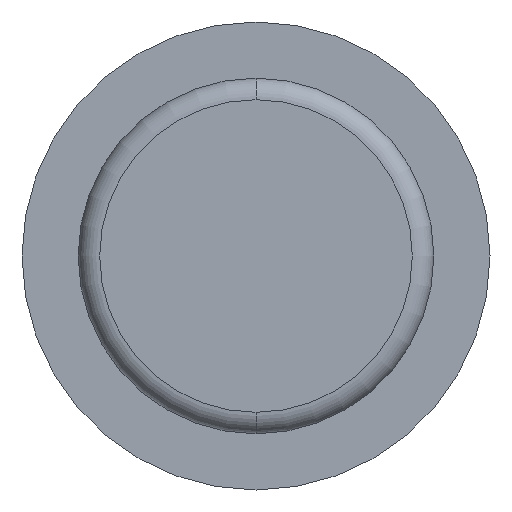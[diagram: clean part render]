
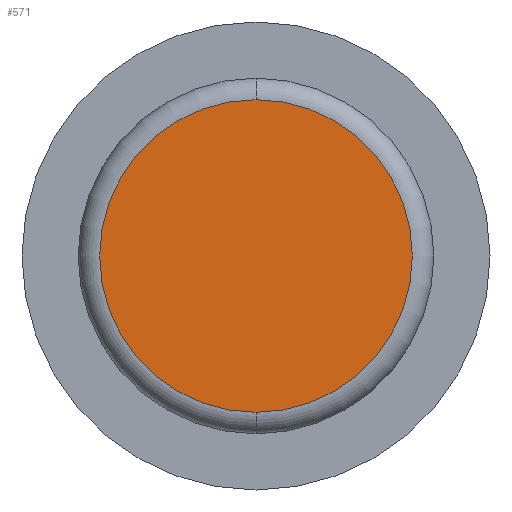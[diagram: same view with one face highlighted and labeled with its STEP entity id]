
A CAD part, front view. The second image highlights one B-rep face of the part: STEP entity #571.
In plain terms, the highlighted planar face has unit normal (0, -1, 0).
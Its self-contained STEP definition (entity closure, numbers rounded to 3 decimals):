
#3 = DIRECTION ( 'NONE',  ( 0., 0., 1. ) ) ;
#14 = CIRCLE ( 'NONE', #194, 0.835 ) ;
#18 = CIRCLE ( 'NONE', #395, 0.835 ) ;
#64 = DIRECTION ( 'NONE',  ( 0., 1., 0. ) ) ;
#78 = VERTEX_POINT ( 'NONE', #666 ) ;
#80 = EDGE_CURVE ( 'NONE', #214, #78, #14, .T. ) ;
#84 = DIRECTION ( 'NONE',  ( 0., 1., 0. ) ) ;
#88 = FACE_OUTER_BOUND ( 'NONE', #726, .T. ) ;
#106 = DIRECTION ( 'NONE',  ( 0., 1., 0. ) ) ;
#191 = CARTESIAN_POINT ( 'NONE',  ( 0., 0., 0. ) ) ;
#194 = AXIS2_PLACEMENT_3D ( 'NONE', #609, #106, #580 ) ;
#203 = EDGE_CURVE ( 'NONE', #78, #214, #18, .T. ) ;
#214 = VERTEX_POINT ( 'NONE', #658 ) ;
#248 = CARTESIAN_POINT ( 'NONE',  ( 0., 0., 0. ) ) ;
#318 = DIRECTION ( 'NONE',  ( 0., 0., 1. ) ) ;
#331 = ORIENTED_EDGE ( 'NONE', *, *, #80, .F. ) ;
#395 = AXIS2_PLACEMENT_3D ( 'NONE', #248, #64, #3 ) ;
#456 = ORIENTED_EDGE ( 'NONE', *, *, #203, .F. ) ;
#502 = AXIS2_PLACEMENT_3D ( 'NONE', #191, #84, #318 ) ;
#571 = ADVANCED_FACE ( 'NONE', ( #88 ), #607, .F. ) ;
#580 = DIRECTION ( 'NONE',  ( 0., 0., 1. ) ) ;
#607 = PLANE ( 'NONE',  #502 ) ;
#609 = CARTESIAN_POINT ( 'NONE',  ( 0., 0., 0. ) ) ;
#658 = CARTESIAN_POINT ( 'NONE',  ( 0., 0., 0.835 ) ) ;
#666 = CARTESIAN_POINT ( 'NONE',  ( 0., 0., -0.835 ) ) ;
#726 = EDGE_LOOP ( 'NONE', ( #456, #331 ) ) ;
